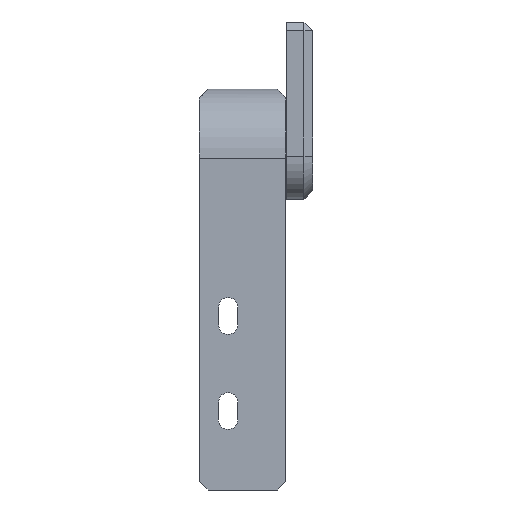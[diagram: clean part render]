
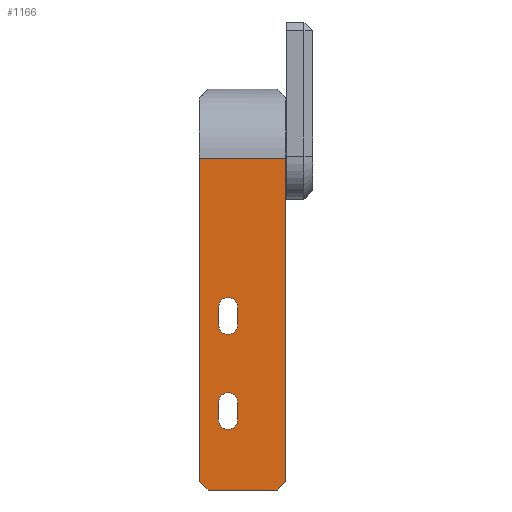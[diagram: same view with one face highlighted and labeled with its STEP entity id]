
A CAD part, front view. The second image highlights one B-rep face of the part: STEP entity #1166.
In plain terms, the highlighted planar face has unit normal (0, -1, 0).
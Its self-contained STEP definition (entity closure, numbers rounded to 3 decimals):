
#41=FACE_BOUND('',#201,.T.);
#42=FACE_BOUND('',#202,.T.);
#71=PLANE('',#1262);
#126=FACE_OUTER_BOUND('',#200,.T.);
#200=EDGE_LOOP('',(#889,#890,#891,#892,#893,#894));
#201=EDGE_LOOP('',(#895,#896,#897,#898));
#202=EDGE_LOOP('',(#899,#900,#901,#902));
#271=LINE('',#1712,#395);
#290=LINE('',#1758,#414);
#304=LINE('',#1784,#428);
#310=LINE('',#1801,#434);
#311=LINE('',#1804,#435);
#312=LINE('',#1805,#436);
#313=LINE('',#1808,#437);
#314=LINE('',#1812,#438);
#315=LINE('',#1816,#439);
#316=LINE('',#1820,#440);
#395=VECTOR('',#1360,10.);
#414=VECTOR('',#1399,10.);
#428=VECTOR('',#1423,10.);
#434=VECTOR('',#1445,10.);
#435=VECTOR('',#1448,10.);
#436=VECTOR('',#1449,10.);
#437=VECTOR('',#1450,10.);
#438=VECTOR('',#1453,10.);
#439=VECTOR('',#1456,10.);
#440=VECTOR('',#1459,10.);
#523=CIRCLE('',#1263,2.25);
#524=CIRCLE('',#1264,2.25);
#525=CIRCLE('',#1265,2.25);
#526=CIRCLE('',#1266,2.25);
#552=VERTEX_POINT('',#1708);
#554=VERTEX_POINT('',#1711);
#570=VERTEX_POINT('',#1756);
#571=VERTEX_POINT('',#1757);
#578=VERTEX_POINT('',#1783);
#582=VERTEX_POINT('',#1803);
#583=VERTEX_POINT('',#1806);
#584=VERTEX_POINT('',#1807);
#585=VERTEX_POINT('',#1809);
#586=VERTEX_POINT('',#1811);
#587=VERTEX_POINT('',#1814);
#588=VERTEX_POINT('',#1815);
#589=VERTEX_POINT('',#1817);
#590=VERTEX_POINT('',#1819);
#653=EDGE_CURVE('',#554,#552,#271,.T.);
#675=EDGE_CURVE('',#570,#571,#290,.T.);
#689=EDGE_CURVE('',#578,#552,#304,.T.);
#698=EDGE_CURVE('',#578,#571,#310,.T.);
#699=EDGE_CURVE('',#582,#570,#311,.T.);
#700=EDGE_CURVE('',#554,#582,#312,.T.);
#701=EDGE_CURVE('',#583,#584,#313,.F.);
#702=EDGE_CURVE('',#584,#585,#523,.F.);
#703=EDGE_CURVE('',#585,#586,#314,.F.);
#704=EDGE_CURVE('',#586,#583,#524,.F.);
#705=EDGE_CURVE('',#587,#588,#315,.F.);
#706=EDGE_CURVE('',#588,#589,#525,.F.);
#707=EDGE_CURVE('',#589,#590,#316,.F.);
#708=EDGE_CURVE('',#590,#587,#526,.F.);
#889=ORIENTED_EDGE('',*,*,#689,.F.);
#890=ORIENTED_EDGE('',*,*,#698,.T.);
#891=ORIENTED_EDGE('',*,*,#675,.F.);
#892=ORIENTED_EDGE('',*,*,#699,.F.);
#893=ORIENTED_EDGE('',*,*,#700,.F.);
#894=ORIENTED_EDGE('',*,*,#653,.T.);
#895=ORIENTED_EDGE('',*,*,#701,.T.);
#896=ORIENTED_EDGE('',*,*,#702,.T.);
#897=ORIENTED_EDGE('',*,*,#703,.T.);
#898=ORIENTED_EDGE('',*,*,#704,.T.);
#899=ORIENTED_EDGE('',*,*,#705,.T.);
#900=ORIENTED_EDGE('',*,*,#706,.T.);
#901=ORIENTED_EDGE('',*,*,#707,.T.);
#902=ORIENTED_EDGE('',*,*,#708,.T.);
#1166=ADVANCED_FACE('',(#126,#41,#42),#71,.F.);
#1262=AXIS2_PLACEMENT_3D('',#1802,#1446,#1447);
#1263=AXIS2_PLACEMENT_3D('',#1810,#1451,#1452);
#1264=AXIS2_PLACEMENT_3D('',#1813,#1454,#1455);
#1265=AXIS2_PLACEMENT_3D('',#1818,#1457,#1458);
#1266=AXIS2_PLACEMENT_3D('',#1821,#1460,#1461);
#1360=DIRECTION('',(0.,0.,-1.));
#1399=DIRECTION('',(-0.707,0.,-0.707));
#1423=DIRECTION('',(-0.707,0.,0.707));
#1445=DIRECTION('',(1.,0.,0.));
#1446=DIRECTION('center_axis',(0.,1.,0.));
#1447=DIRECTION('ref_axis',(-1.,0.,0.));
#1448=DIRECTION('',(0.,0.,-1.));
#1449=DIRECTION('',(1.,0.,0.));
#1450=DIRECTION('',(0.,0.,1.));
#1451=DIRECTION('center_axis',(0.,-1.,0.));
#1452=DIRECTION('ref_axis',(1.,0.,0.));
#1453=DIRECTION('',(0.,0.,-1.));
#1454=DIRECTION('center_axis',(0.,-1.,0.));
#1455=DIRECTION('ref_axis',(-1.,0.,0.));
#1456=DIRECTION('',(0.,0.,1.));
#1457=DIRECTION('center_axis',(0.,-1.,0.));
#1458=DIRECTION('ref_axis',(1.,0.,0.));
#1459=DIRECTION('',(0.,0.,-1.));
#1460=DIRECTION('center_axis',(0.,-1.,0.));
#1461=DIRECTION('ref_axis',(-1.,0.,0.));
#1708=CARTESIAN_POINT('',(744.565,239.068,371.026));
#1711=CARTESIAN_POINT('',(744.565,239.068,445.78));
#1712=CARTESIAN_POINT('',(744.565,239.068,365.381));
#1756=CARTESIAN_POINT('',(764.566,239.068,371.026));
#1757=CARTESIAN_POINT('',(762.566,239.068,369.026));
#1758=CARTESIAN_POINT('',(767.883,239.068,374.344));
#1783=CARTESIAN_POINT('',(746.565,239.068,369.026));
#1784=CARTESIAN_POINT('',(741.417,239.068,374.175));
#1801=CARTESIAN_POINT('',(759.451,239.068,369.026));
#1802=CARTESIAN_POINT('Origin',(754.903,239.068,395.958));
#1803=CARTESIAN_POINT('',(764.566,239.068,445.78));
#1804=CARTESIAN_POINT('',(764.566,239.068,321.026));
#1805=CARTESIAN_POINT('',(750.355,239.068,445.78));
#1806=CARTESIAN_POINT('',(753.474,239.068,389.28));
#1807=CARTESIAN_POINT('',(753.474,239.068,385.28));
#1808=CARTESIAN_POINT('',(753.474,239.068,390.619));
#1809=CARTESIAN_POINT('',(748.974,239.068,385.28));
#1810=CARTESIAN_POINT('Origin',(751.224,239.068,385.28));
#1811=CARTESIAN_POINT('',(748.974,239.068,389.28));
#1812=CARTESIAN_POINT('',(748.974,239.068,392.619));
#1813=CARTESIAN_POINT('Origin',(751.224,239.068,389.28));
#1814=CARTESIAN_POINT('',(753.474,239.068,411.28));
#1815=CARTESIAN_POINT('',(753.474,239.068,407.28));
#1816=CARTESIAN_POINT('',(753.474,239.068,401.619));
#1817=CARTESIAN_POINT('',(748.974,239.068,407.28));
#1818=CARTESIAN_POINT('Origin',(751.224,239.068,407.28));
#1819=CARTESIAN_POINT('',(748.974,239.068,411.28));
#1820=CARTESIAN_POINT('',(748.974,239.068,403.619));
#1821=CARTESIAN_POINT('Origin',(751.224,239.068,411.28));
